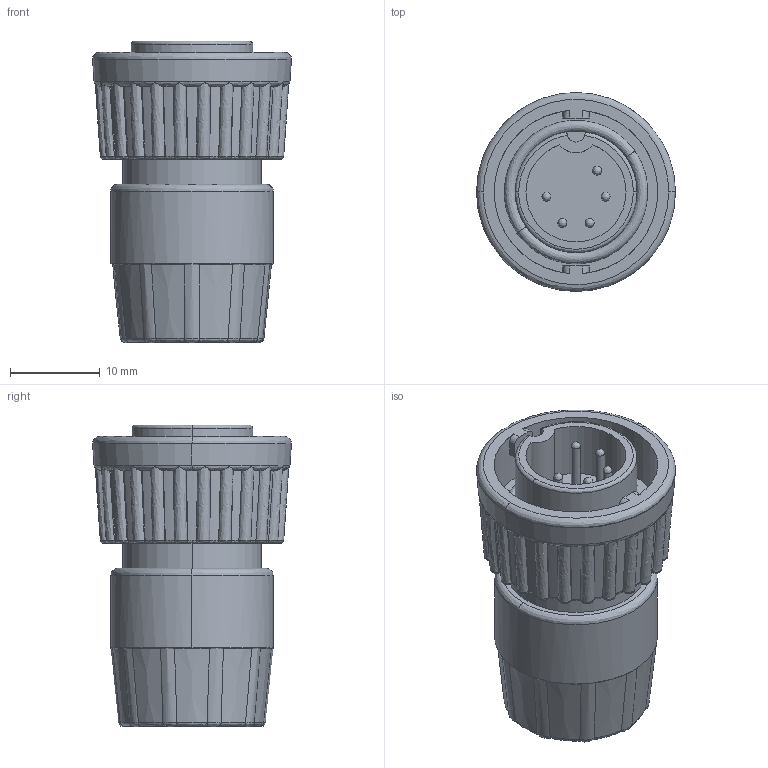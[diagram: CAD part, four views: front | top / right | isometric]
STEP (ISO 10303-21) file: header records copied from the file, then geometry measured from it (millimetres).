
FILE_DESCRIPTION (( 'STEP AP203' ), '1' );
FILE_NAME ('3280-5PG-3XX.STEP', '2018-08-10T16:17:33', ( '' ), ( '' ), 'SwSTEP 2.0', 'SolidWorks 2017', '' );
FILE_SCHEMA (( 'CONFIG_CONTROL_DESIGN' ));
Length unit declared in the file: inch
Products named in the file (1): 3280-5PG-3XX
Bounding box: 22.23 x 22.23 x 33.72 mm (x, y, z)
Volume: 7514.4 mm3; surface area: 4004.4 mm2
Topology: 1 solids, 1 shells, 295 faces, 806 edges, 516 vertices
Faces by surface type: bspline 169, plane 55, cone 38, cylinder 33
Entity records: 14433 total; most frequent: CARTESIAN_POINT 8607, ORIENTED_EDGE 1592, EDGE_CURVE 796, DIRECTION 740, VERTEX_POINT 516, B_SPLINE_CURVE_WITH_KNOTS 363, AXIS2_PLACEMENT_3D 327, EDGE_LOOP 308
